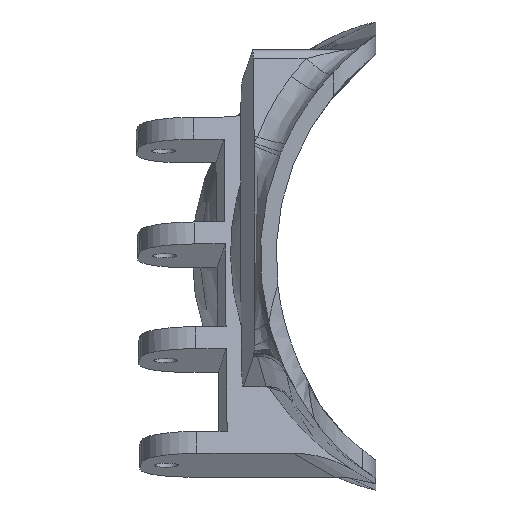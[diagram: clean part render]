
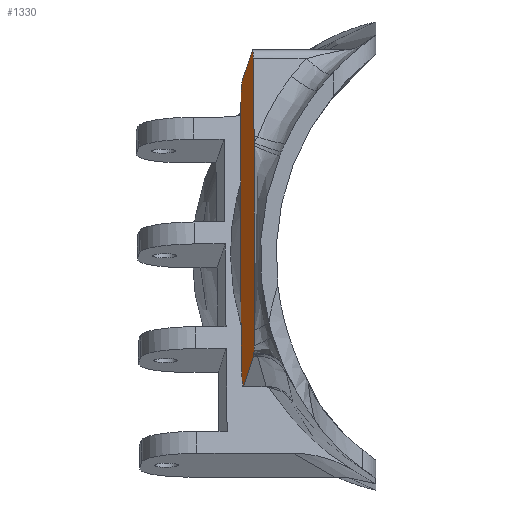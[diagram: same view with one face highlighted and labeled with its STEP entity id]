
A CAD part, left-side view. The second image highlights one B-rep face of the part: STEP entity #1330.
In plain terms, the highlighted planar face has unit normal (-0.059, 0.998, 0).
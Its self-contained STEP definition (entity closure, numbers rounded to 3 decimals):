
#47=PLANE('',#1450);
#188=FACE_OUTER_BOUND('',#268,.T.);
#268=EDGE_LOOP('',(#1124,#1125,#1126,#1127,#1128,#1129,#1130,#1131,#1132,
#1133,#1134,#1135,#1136,#1137,#1138,#1139,#1140));
#343=LINE('',#2440,#428);
#344=LINE('',#2496,#429);
#345=LINE('',#2709,#430);
#346=LINE('',#2778,#431);
#350=LINE('',#2871,#435);
#352=LINE('',#2877,#437);
#354=LINE('',#2884,#439);
#355=LINE('',#2888,#440);
#428=VECTOR('',#1653,10.);
#429=VECTOR('',#1660,10.);
#430=VECTOR('',#1677,10.);
#431=VECTOR('',#1682,10.);
#435=VECTOR('',#1706,10.);
#437=VECTOR('',#1714,10.);
#439=VECTOR('',#1722,10.);
#440=VECTOR('',#1727,10.);
#488=CIRCLE('',#1423,10.);
#496=CIRCLE('',#1431,2.);
#498=CIRCLE('',#1433,5.);
#502=CIRCLE('',#1437,10.);
#507=CIRCLE('',#1443,2.);
#508=CIRCLE('',#1446,5.);
#509=CIRCLE('',#1449,5.);
#510=CIRCLE('',#1451,2.);
#511=CIRCLE('',#1452,10.);
#593=VERTEX_POINT('',#2344);
#597=VERTEX_POINT('',#2438);
#599=VERTEX_POINT('',#2466);
#601=VERTEX_POINT('',#2494);
#604=VERTEX_POINT('',#2534);
#611=VERTEX_POINT('',#2632);
#613=VERTEX_POINT('',#2673);
#615=VERTEX_POINT('',#2707);
#617=VERTEX_POINT('',#2776);
#619=VERTEX_POINT('',#2801);
#622=VERTEX_POINT('',#2863);
#623=VERTEX_POINT('',#2865);
#624=VERTEX_POINT('',#2869);
#625=VERTEX_POINT('',#2873);
#626=VERTEX_POINT('',#2879);
#627=VERTEX_POINT('',#2883);
#628=VERTEX_POINT('',#2886);
#763=EDGE_CURVE('',#593,#597,#343,.T.);
#766=EDGE_CURVE('',#599,#597,#488,.T.);
#769=EDGE_CURVE('',#599,#601,#344,.T.);
#785=EDGE_CURVE('',#613,#611,#496,.T.);
#789=EDGE_CURVE('',#613,#615,#345,.T.);
#790=EDGE_CURVE('',#604,#601,#498,.T.);
#793=EDGE_CURVE('',#615,#617,#346,.T.);
#796=EDGE_CURVE('',#619,#617,#502,.T.);
#804=EDGE_CURVE('',#622,#623,#507,.T.);
#807=EDGE_CURVE('',#622,#624,#350,.T.);
#809=EDGE_CURVE('',#625,#624,#508,.T.);
#810=EDGE_CURVE('',#625,#593,#352,.T.);
#812=EDGE_CURVE('',#626,#604,#509,.T.);
#813=EDGE_CURVE('',#626,#627,#354,.T.);
#814=EDGE_CURVE('',#611,#627,#510,.T.);
#815=EDGE_CURVE('',#628,#619,#511,.T.);
#816=EDGE_CURVE('',#628,#623,#355,.T.);
#1124=ORIENTED_EDGE('',*,*,#809,.F.);
#1125=ORIENTED_EDGE('',*,*,#810,.T.);
#1126=ORIENTED_EDGE('',*,*,#763,.T.);
#1127=ORIENTED_EDGE('',*,*,#766,.F.);
#1128=ORIENTED_EDGE('',*,*,#769,.T.);
#1129=ORIENTED_EDGE('',*,*,#790,.F.);
#1130=ORIENTED_EDGE('',*,*,#812,.F.);
#1131=ORIENTED_EDGE('',*,*,#813,.T.);
#1132=ORIENTED_EDGE('',*,*,#814,.F.);
#1133=ORIENTED_EDGE('',*,*,#785,.F.);
#1134=ORIENTED_EDGE('',*,*,#789,.T.);
#1135=ORIENTED_EDGE('',*,*,#793,.T.);
#1136=ORIENTED_EDGE('',*,*,#796,.F.);
#1137=ORIENTED_EDGE('',*,*,#815,.F.);
#1138=ORIENTED_EDGE('',*,*,#816,.T.);
#1139=ORIENTED_EDGE('',*,*,#804,.F.);
#1140=ORIENTED_EDGE('',*,*,#807,.T.);
#1330=ADVANCED_FACE('',(#188),#47,.T.);
#1423=AXIS2_PLACEMENT_3D('',#2468,#1656,#1657);
#1431=AXIS2_PLACEMENT_3D('',#2675,#1673,#1674);
#1433=AXIS2_PLACEMENT_3D('',#2730,#1678,#1679);
#1437=AXIS2_PLACEMENT_3D('',#2803,#1687,#1688);
#1443=AXIS2_PLACEMENT_3D('',#2866,#1700,#1701);
#1446=AXIS2_PLACEMENT_3D('',#2875,#1710,#1711);
#1449=AXIS2_PLACEMENT_3D('',#2881,#1718,#1719);
#1450=AXIS2_PLACEMENT_3D('',#2882,#1720,#1721);
#1451=AXIS2_PLACEMENT_3D('',#2885,#1723,#1724);
#1452=AXIS2_PLACEMENT_3D('',#2887,#1725,#1726);
#1653=DIRECTION('',(0.,0.,-1.));
#1656=DIRECTION('center_axis',(0.059,-0.998,0.));
#1657=DIRECTION('ref_axis',(0.994,0.059,-0.087));
#1660=DIRECTION('',(-0.173,-0.01,-0.985));
#1673=DIRECTION('center_axis',(0.059,-0.998,0.));
#1674=DIRECTION('ref_axis',(-0.765,-0.045,-0.643));
#1677=DIRECTION('',(0.,0.,1.));
#1678=DIRECTION('center_axis',(0.059,-0.998,0.));
#1679=DIRECTION('ref_axis',(0.573,0.034,-0.819));
#1682=DIRECTION('',(0.,0.,1.));
#1687=DIRECTION('center_axis',(0.059,-0.998,0.));
#1688=DIRECTION('ref_axis',(-0.994,-0.059,0.087));
#1700=DIRECTION('center_axis',(0.059,-0.998,0.));
#1701=DIRECTION('ref_axis',(-0.573,-0.034,0.819));
#1706=DIRECTION('',(0.983,0.058,-0.174));
#1710=DIRECTION('center_axis',(0.059,-0.998,0.));
#1711=DIRECTION('ref_axis',(0.765,0.045,0.643));
#1714=DIRECTION('',(0.,0.,-1.));
#1718=DIRECTION('center_axis',(0.059,-0.998,0.));
#1719=DIRECTION('ref_axis',(0.573,0.034,-0.819));
#1720=DIRECTION('center_axis',(-0.059,0.998,0.));
#1721=DIRECTION('ref_axis',(0.,0.,1.));
#1722=DIRECTION('',(-0.983,-0.058,0.174));
#1723=DIRECTION('center_axis',(0.059,-0.998,0.));
#1724=DIRECTION('ref_axis',(-0.765,-0.045,-0.643));
#1725=DIRECTION('center_axis',(0.059,-0.998,0.));
#1726=DIRECTION('ref_axis',(-0.994,-0.059,0.087));
#1727=DIRECTION('',(0.173,0.01,0.985));
#2344=CARTESIAN_POINT('',(45.532,40.692,22.887));
#2438=CARTESIAN_POINT('',(45.532,40.692,-7.125));
#2440=CARTESIAN_POINT('',(45.532,40.692,-8.));
#2466=CARTESIAN_POINT('',(45.38,40.683,-8.862));
#2468=CARTESIAN_POINT('Origin',(35.549,40.102,-7.125));
#2494=CARTESIAN_POINT('',(43.279,40.559,-20.803));
#2496=CARTESIAN_POINT('',(42.412,40.508,-25.727));
#2534=CARTESIAN_POINT('',(43.169,40.553,-21.285));
#2632=CARTESIAN_POINT('',(3.83,38.228,-18.658));
#2673=CARTESIAN_POINT('',(3.088,38.184,-17.102));
#2675=CARTESIAN_POINT('Origin',(5.085,38.302,-17.102));
#2707=CARTESIAN_POINT('',(3.088,38.184,-14.114));
#2709=CARTESIAN_POINT('',(3.088,38.184,21.836));
#2730=CARTESIAN_POINT('Origin',(38.363,40.269,-19.934));
#2776=CARTESIAN_POINT('',(3.088,38.184,20.962));
#2778=CARTESIAN_POINT('',(3.088,38.184,21.836));
#2801=CARTESIAN_POINT('',(3.105,38.185,21.545));
#2803=CARTESIAN_POINT('Origin',(13.071,38.774,20.962));
#2863=CARTESIAN_POINT('',(8.175,38.485,39.216));
#2865=CARTESIAN_POINT('',(5.862,38.348,37.593));
#2866=CARTESIAN_POINT('Origin',(7.828,38.464,37.246));
#2869=CARTESIAN_POINT('',(41.407,40.449,33.346));
#2871=CARTESIAN_POINT('',(45.532,40.692,32.617));
#2873=CARTESIAN_POINT('',(45.532,40.692,28.422));
#2875=CARTESIAN_POINT('Origin',(40.541,40.397,28.422));
#2877=CARTESIAN_POINT('',(45.532,40.692,-8.));
#2879=CARTESIAN_POINT('',(37.496,40.217,-24.858));
#2881=CARTESIAN_POINT('Origin',(38.363,40.269,-19.934));
#2882=CARTESIAN_POINT('Origin',(24.31,39.438,6.918));
#2883=CARTESIAN_POINT('',(4.738,38.282,-19.072));
#2884=CARTESIAN_POINT('',(3.088,38.184,-18.781));
#2885=CARTESIAN_POINT('Origin',(5.085,38.302,-17.102));
#2886=CARTESIAN_POINT('',(3.24,38.193,22.698));
#2887=CARTESIAN_POINT('Origin',(13.071,38.774,20.962));
#2888=CARTESIAN_POINT('',(6.208,38.369,39.563));
